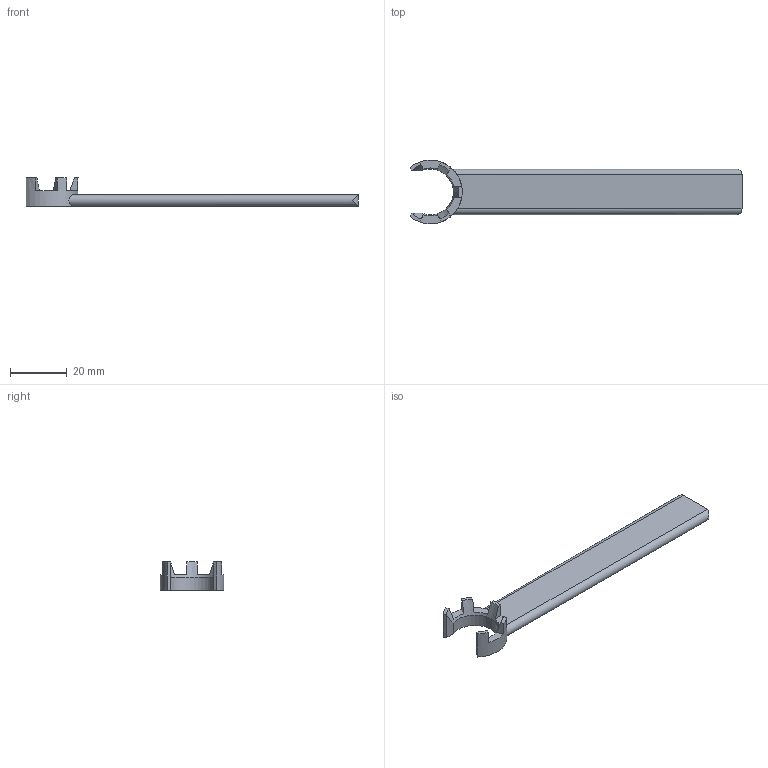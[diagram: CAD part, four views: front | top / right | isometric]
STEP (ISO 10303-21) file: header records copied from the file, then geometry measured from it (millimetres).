
FILE_DESCRIPTION( ( 'Unknown' ), '1' );
FILE_NAME( '711316000-D.stp', 'Unknown', ( 'Unknown' ), ( 'Unknown' ), 'PSStep 15.0.49', 'Unknown', ' ' );
FILE_SCHEMA( ( 'AUTOMOTIVE_DESIGN { 1 0 10303 214 1 1 1 1 }' ) );
Length unit declared in the file: millimetre
Products named in the file (1): 1
Bounding box: 117.19 x 22.5 x 10 mm (x, y, z)
Volume: 6933.1 mm3; surface area: 4648.2 mm2
Topology: 1 solids, 1 shells, 31 faces, 85 edges, 56 vertices
Faces by surface type: plane 24, cylinder 6, cone 1
Entity records: 1324 total; most frequent: CARTESIAN_POINT 271, ORIENTED_EDGE 170, DIRECTION 162, EDGE_CURVE 85, AXIS2_PLACEMENT_3D 59, VERTEX_POINT 56, LINE 44, VECTOR 44
